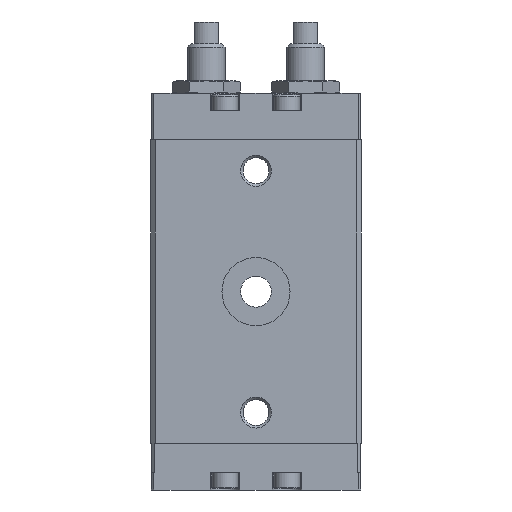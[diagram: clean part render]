
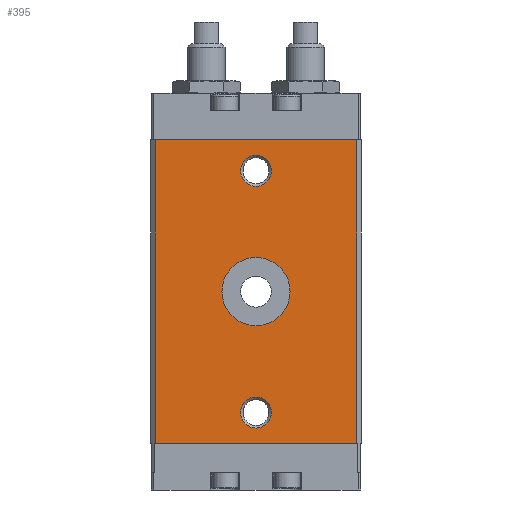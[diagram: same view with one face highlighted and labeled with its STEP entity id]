
A CAD part, front view. The second image highlights one B-rep face of the part: STEP entity #395.
In plain terms, the highlighted planar face has unit normal (0, -1, 0).
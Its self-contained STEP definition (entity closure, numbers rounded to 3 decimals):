
#395 = ADVANCED_FACE( '', ( #989, #990, #991, #992 ), #993, .F. );
#989 = FACE_BOUND( '', #1860, .T. );
#990 = FACE_BOUND( '', #1861, .T. );
#991 = FACE_BOUND( '', #1862, .T. );
#992 = FACE_OUTER_BOUND( '', #1863, .T. );
#993 = PLANE( '', #1864 );
#1860 = EDGE_LOOP( '', ( #3776 ) );
#1861 = EDGE_LOOP( '', ( #3777 ) );
#1862 = EDGE_LOOP( '', ( #3778 ) );
#1863 = EDGE_LOOP( '', ( #3779, #3780, #3781, #3782 ) );
#1864 = AXIS2_PLACEMENT_3D( '', #3783, #3784, #3785 );
#3776 = ORIENTED_EDGE( '', *, *, #5735, .F. );
#3777 = ORIENTED_EDGE( '', *, *, #5736, .F. );
#3778 = ORIENTED_EDGE( '', *, *, #5737, .F. );
#3779 = ORIENTED_EDGE( '', *, *, #5482, .T. );
#3780 = ORIENTED_EDGE( '', *, *, #5734, .F. );
#3781 = ORIENTED_EDGE( '', *, *, #5452, .F. );
#3782 = ORIENTED_EDGE( '', *, *, #5738, .T. );
#3783 = CARTESIAN_POINT( '', ( -32.5, 0., 49. ) );
#3784 = DIRECTION( '', ( 0., 1., 0. ) );
#3785 = DIRECTION( '', ( 0., 0., 1. ) );
#5452 = EDGE_CURVE( '', #6499, #6494, #6501, .T. );
#5482 = EDGE_CURVE( '', #6552, #6554, #6556, .T. );
#5734 = EDGE_CURVE( '', #6494, #6554, #6977, .T. );
#5735 = EDGE_CURVE( '', #6978, #6978, #6979, .T. );
#5736 = EDGE_CURVE( '', #6980, #6980, #6981, .T. );
#5737 = EDGE_CURVE( '', #6982, #6982, #6983, .T. );
#5738 = EDGE_CURVE( '', #6499, #6552, #6984, .T. );
#6494 = VERTEX_POINT( '', #8168 );
#6499 = VERTEX_POINT( '', #8175 );
#6501 = LINE( '', #8178, #8179 );
#6552 = VERTEX_POINT( '', #8255 );
#6554 = VERTEX_POINT( '', #8258 );
#6556 = LINE( '', #8261, #8262 );
#6977 = LINE( '', #8914, #8915 );
#6978 = VERTEX_POINT( '', #8916 );
#6979 = CIRCLE( '', #8917, 11. );
#6980 = VERTEX_POINT( '', #8918 );
#6981 = CIRCLE( '', #8919, 5. );
#6982 = VERTEX_POINT( '', #8920 );
#6983 = CIRCLE( '', #8921, 5. );
#6984 = LINE( '', #8922, #8923 );
#8168 = CARTESIAN_POINT( '', ( 32.5, 0., 49. ) );
#8175 = CARTESIAN_POINT( '', ( -32.5, 0., 49. ) );
#8178 = CARTESIAN_POINT( '', ( -32.5, 0., 49. ) );
#8179 = VECTOR( '', #10081, 1000. );
#8255 = CARTESIAN_POINT( '', ( -32.5, 0., -49. ) );
#8258 = CARTESIAN_POINT( '', ( 32.5, 0., -49. ) );
#8261 = CARTESIAN_POINT( '', ( -32.5, 0., -49. ) );
#8262 = VECTOR( '', #10115, 1000. );
#8914 = CARTESIAN_POINT( '', ( 32.5, 0., 49. ) );
#8915 = VECTOR( '', #10407, 1000. );
#8916 = CARTESIAN_POINT( '', ( 0., 0., -11. ) );
#8917 = AXIS2_PLACEMENT_3D( '', #10408, #10409, #10410 );
#8918 = CARTESIAN_POINT( '', ( 0., 0., 34. ) );
#8919 = AXIS2_PLACEMENT_3D( '', #10411, #10412, #10413 );
#8920 = CARTESIAN_POINT( '', ( 0., 0., -44. ) );
#8921 = AXIS2_PLACEMENT_3D( '', #10414, #10415, #10416 );
#8922 = CARTESIAN_POINT( '', ( -32.5, 0., 49. ) );
#8923 = VECTOR( '', #10417, 1000. );
#10081 = DIRECTION( '', ( 1., 0., 0. ) );
#10115 = DIRECTION( '', ( 1., 0., 0. ) );
#10407 = DIRECTION( '', ( 0., 0., -1. ) );
#10408 = CARTESIAN_POINT( '', ( 0., 0., 0. ) );
#10409 = DIRECTION( '', ( 0., -1., 0. ) );
#10410 = DIRECTION( '', ( 0., 0., -1. ) );
#10411 = CARTESIAN_POINT( '', ( 0., 0., 39. ) );
#10412 = DIRECTION( '', ( 0., -1., 0. ) );
#10413 = DIRECTION( '', ( 0., 0., -1. ) );
#10414 = CARTESIAN_POINT( '', ( 0., 0., -39. ) );
#10415 = DIRECTION( '', ( 0., -1., 0. ) );
#10416 = DIRECTION( '', ( 0., 0., -1. ) );
#10417 = DIRECTION( '', ( 0., 0., -1. ) );
